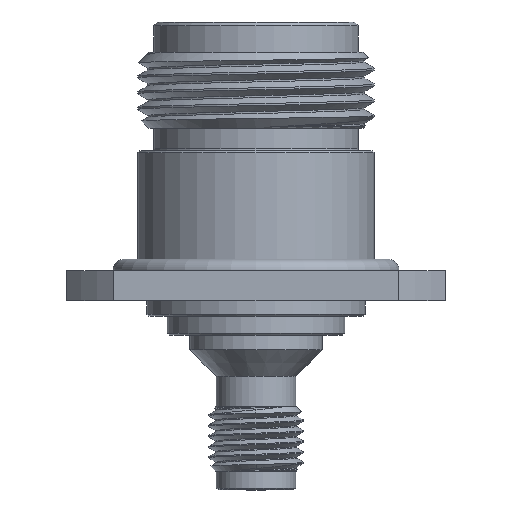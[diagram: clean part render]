
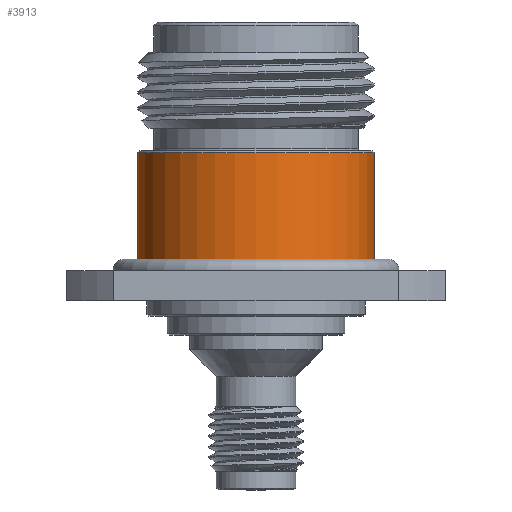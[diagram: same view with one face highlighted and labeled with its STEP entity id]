
A CAD part, front view. The second image highlights one B-rep face of the part: STEP entity #3913.
In plain terms, the highlighted cylindrical face has radius 7.938 mm (diameter 15.875 mm), a partial arc.
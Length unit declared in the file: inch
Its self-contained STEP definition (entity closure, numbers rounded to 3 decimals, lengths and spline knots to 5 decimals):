
#208 = CARTESIAN_POINT ( 'NONE',  ( -0.3125, 0., -0.82 ) ) ;
#465 = CARTESIAN_POINT ( 'NONE',  ( 0.3125, 0., -0.696 ) ) ;
#834 = DIRECTION ( 'NONE',  ( 0., 0., 1. ) ) ;
#848 = DIRECTION ( 'NONE',  ( 0., 0., 1. ) ) ;
#904 = VECTOR ( 'NONE', #3472, 39.37008 ) ;
#1383 = ORIENTED_EDGE ( 'NONE', *, *, #4218, .T. ) ;
#1545 = ORIENTED_EDGE ( 'NONE', *, *, #3089, .F. ) ;
#1748 = CIRCLE ( 'NONE', #2653, 0.3125 ) ;
#1822 = ORIENTED_EDGE ( 'NONE', *, *, #4263, .T. ) ;
#1932 = VERTEX_POINT ( 'NONE', #465 ) ;
#2053 = VERTEX_POINT ( 'NONE', #3672 ) ;
#2192 = DIRECTION ( 'NONE',  ( -1., 0., 0. ) ) ;
#2213 = CIRCLE ( 'NONE', #6354, 0.3125 ) ;
#2221 = FACE_OUTER_BOUND ( 'NONE', #2714, .T. ) ;
#2277 = ORIENTED_EDGE ( 'NONE', *, *, #4556, .T. ) ;
#2401 = LINE ( 'NONE', #208, #4510 ) ;
#2653 = AXIS2_PLACEMENT_3D ( 'NONE', #4666, #5215, #2192 ) ;
#2714 = EDGE_LOOP ( 'NONE', ( #1545, #1383, #1822, #2277 ) ) ;
#2813 = DIRECTION ( 'NONE',  ( 1., 0., 0. ) ) ;
#2854 = LINE ( 'NONE', #2976, #904 ) ;
#2976 = CARTESIAN_POINT ( 'NONE',  ( 0.3125, 0., -0.82 ) ) ;
#3089 = EDGE_CURVE ( 'NONE', #5864, #2053, #2401, .T. ) ;
#3349 = CARTESIAN_POINT ( 'NONE',  ( 0., 0., -0.696 ) ) ;
#3472 = DIRECTION ( 'NONE',  ( 0., 0., 1. ) ) ;
#3672 = CARTESIAN_POINT ( 'NONE',  ( -0.3125, 0., -0.345 ) ) ;
#3860 = VERTEX_POINT ( 'NONE', #6259 ) ;
#3913 = ADVANCED_FACE ( 'NONE', ( #2221 ), #3959, .T. ) ;
#3959 = CYLINDRICAL_SURFACE ( 'NONE', #6135, 0.3125 ) ;
#4182 = CARTESIAN_POINT ( 'NONE',  ( -0.3125, 0., -0.696 ) ) ;
#4199 = DIRECTION ( 'NONE',  ( 0., 0., 1. ) ) ;
#4218 = EDGE_CURVE ( 'NONE', #5864, #1932, #2213, .T. ) ;
#4263 = EDGE_CURVE ( 'NONE', #1932, #3860, #2854, .T. ) ;
#4510 = VECTOR ( 'NONE', #4199, 39.37008 ) ;
#4556 = EDGE_CURVE ( 'NONE', #3860, #2053, #1748, .T. ) ;
#4666 = CARTESIAN_POINT ( 'NONE',  ( 0., 0., -0.345 ) ) ;
#5215 = DIRECTION ( 'NONE',  ( 0., 0., -1. ) ) ;
#5286 = DIRECTION ( 'NONE',  ( 1., 0., 0. ) ) ;
#5829 = CARTESIAN_POINT ( 'NONE',  ( 0., 0., -0.82 ) ) ;
#5864 = VERTEX_POINT ( 'NONE', #4182 ) ;
#6135 = AXIS2_PLACEMENT_3D ( 'NONE', #5829, #834, #5286 ) ;
#6259 = CARTESIAN_POINT ( 'NONE',  ( 0.3125, 0., -0.345 ) ) ;
#6354 = AXIS2_PLACEMENT_3D ( 'NONE', #3349, #848, #2813 ) ;
